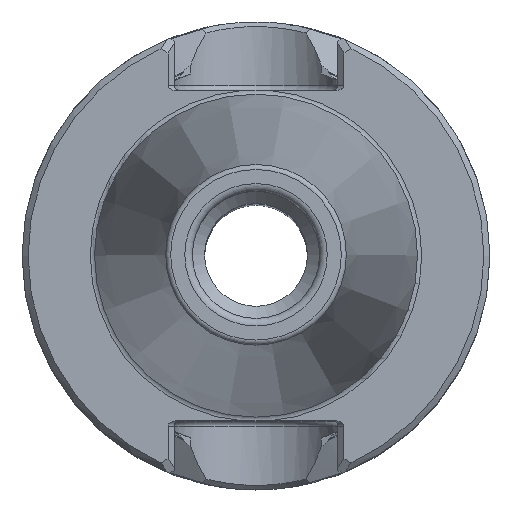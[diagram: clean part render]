
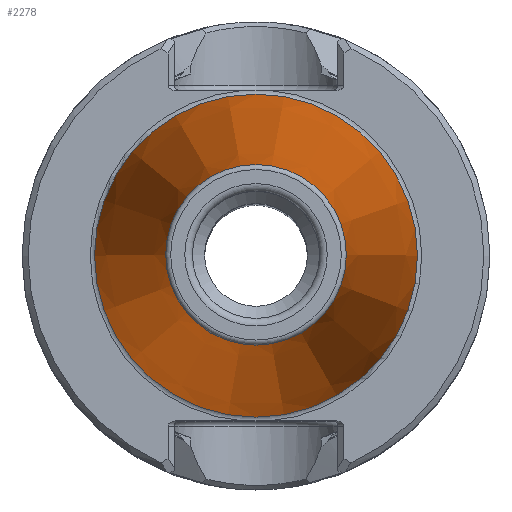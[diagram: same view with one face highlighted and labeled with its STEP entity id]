
A CAD part, top view. The second image highlights one B-rep face of the part: STEP entity #2278.
In plain terms, the highlighted conical face has half-angle 8.297 degrees and reference radius 8.879 mm.
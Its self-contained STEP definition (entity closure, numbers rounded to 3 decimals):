
#288=CONICAL_SURFACE('',#2428,8.879,0.145);
#375=ORIENTED_EDGE('',*,*,#769,.T.);
#376=ORIENTED_EDGE('',*,*,#768,.F.);
#768=EDGE_CURVE('',#984,#984,#1140,.T.);
#769=EDGE_CURVE('',#985,#985,#1141,.T.);
#984=VERTEX_POINT('',#3105);
#985=VERTEX_POINT('',#3108);
#1140=CIRCLE('',#2427,8.879);
#1141=CIRCLE('',#2429,15.876);
#1253=EDGE_LOOP('',(#375));
#1254=EDGE_LOOP('',(#376));
#1403=FACE_BOUND('',#1253,.T.);
#1404=FACE_BOUND('',#1254,.T.);
#2278=ADVANCED_FACE('',(#1403,#1404),#288,.T.);
#2427=AXIS2_PLACEMENT_3D('',#3104,#2700,#2701);
#2428=AXIS2_PLACEMENT_3D('',#3106,#2702,#2703);
#2429=AXIS2_PLACEMENT_3D('',#3107,#2704,#2705);
#2700=DIRECTION('',(0.,0.,1.));
#2701=DIRECTION('',(1.,0.,0.));
#2702=DIRECTION('',(0.,0.,-1.));
#2703=DIRECTION('',(-1.,0.,0.));
#2704=DIRECTION('',(0.,0.,1.));
#2705=DIRECTION('',(1.,0.,0.));
#3104=CARTESIAN_POINT('',(0.,0.,47.972));
#3105=CARTESIAN_POINT('',(8.879,0.,47.972));
#3106=CARTESIAN_POINT('',(0.,0.,47.972));
#3107=CARTESIAN_POINT('',(0.,0.,-0.009));
#3108=CARTESIAN_POINT('',(15.876,0.,-0.009));
